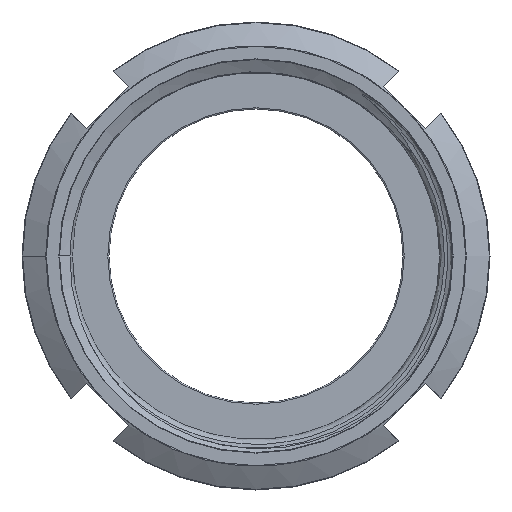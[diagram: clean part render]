
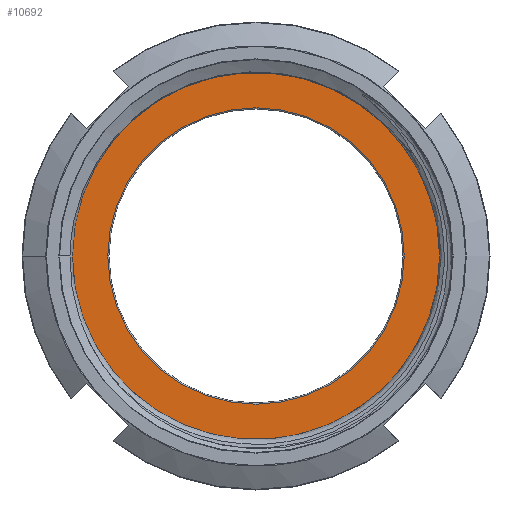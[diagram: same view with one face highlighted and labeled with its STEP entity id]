
A CAD part, left-side view. The second image highlights one B-rep face of the part: STEP entity #10692.
In plain terms, the highlighted planar face has unit normal (-1, 0, 0).
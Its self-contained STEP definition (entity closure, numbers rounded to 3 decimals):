
#169 = AXIS2_PLACEMENT_3D ( 'NONE', #12832, #17163, #4693 ) ;
#280 = PLANE ( 'NONE',  #6494 ) ;
#878 = VERTEX_POINT ( 'NONE', #6748 ) ;
#1332 = CARTESIAN_POINT ( 'NONE',  ( -3., -32.732, 0. ) ) ;
#1661 = EDGE_CURVE ( 'NONE', #15725, #7331, #12117, .T. ) ;
#2261 = DIRECTION ( 'NONE',  ( 0., -1., 0. ) ) ;
#2276 = CIRCLE ( 'NONE', #6454, 32.732 ) ;
#2925 = EDGE_LOOP ( 'NONE', ( #11186, #7053 ) ) ;
#3168 = DIRECTION ( 'NONE',  ( 0., -1., 0. ) ) ;
#4342 = CARTESIAN_POINT ( 'NONE',  ( -3., 0., 0. ) ) ;
#4399 = DIRECTION ( 'NONE',  ( -1., 0., 0. ) ) ;
#4609 = CARTESIAN_POINT ( 'NONE',  ( -3., 0., 0. ) ) ;
#4693 = DIRECTION ( 'NONE',  ( 0., -1., 0. ) ) ;
#6454 = AXIS2_PLACEMENT_3D ( 'NONE', #8526, #12516, #8576 ) ;
#6463 = EDGE_CURVE ( 'NONE', #878, #10553, #2276, .T. ) ;
#6494 = AXIS2_PLACEMENT_3D ( 'NONE', #10065, #7526, #2261 ) ;
#6748 = CARTESIAN_POINT ( 'NONE',  ( -3., 32.732, 0. ) ) ;
#7053 = ORIENTED_EDGE ( 'NONE', *, *, #6463, .T. ) ;
#7287 = EDGE_LOOP ( 'NONE', ( #12224, #14998 ) ) ;
#7331 = VERTEX_POINT ( 'NONE', #8795 ) ;
#7526 = DIRECTION ( 'NONE',  ( -1., 0., 0. ) ) ;
#8526 = CARTESIAN_POINT ( 'NONE',  ( -3., 0., 0. ) ) ;
#8576 = DIRECTION ( 'NONE',  ( 0., -1., 0. ) ) ;
#8795 = CARTESIAN_POINT ( 'NONE',  ( -3., 24.7, 0. ) ) ;
#9521 = CIRCLE ( 'NONE', #16969, 32.732 ) ;
#9797 = EDGE_CURVE ( 'NONE', #10553, #878, #9521, .T. ) ;
#9857 = DIRECTION ( 'NONE',  ( 1., 0., 0. ) ) ;
#10058 = AXIS2_PLACEMENT_3D ( 'NONE', #4609, #9857, #12574 ) ;
#10065 = CARTESIAN_POINT ( 'NONE',  ( -3., 32.932, 0. ) ) ;
#10098 = CIRCLE ( 'NONE', #10058, 24.7 ) ;
#10553 = VERTEX_POINT ( 'NONE', #1332 ) ;
#10692 = ADVANCED_FACE ( 'NONE', ( #11184, #16570 ), #280, .T. ) ;
#11135 = EDGE_CURVE ( 'NONE', #7331, #15725, #10098, .T. ) ;
#11184 = FACE_BOUND ( 'NONE', #7287, .T. ) ;
#11186 = ORIENTED_EDGE ( 'NONE', *, *, #9797, .T. ) ;
#12117 = CIRCLE ( 'NONE', #169, 24.7 ) ;
#12224 = ORIENTED_EDGE ( 'NONE', *, *, #1661, .T. ) ;
#12420 = CARTESIAN_POINT ( 'NONE',  ( -3., -24.7, 0. ) ) ;
#12516 = DIRECTION ( 'NONE',  ( -1., 0., 0. ) ) ;
#12574 = DIRECTION ( 'NONE',  ( 0., -1., 0. ) ) ;
#12832 = CARTESIAN_POINT ( 'NONE',  ( -3., 0., 0. ) ) ;
#14998 = ORIENTED_EDGE ( 'NONE', *, *, #11135, .T. ) ;
#15725 = VERTEX_POINT ( 'NONE', #12420 ) ;
#16570 = FACE_OUTER_BOUND ( 'NONE', #2925, .T. ) ;
#16969 = AXIS2_PLACEMENT_3D ( 'NONE', #4342, #4399, #3168 ) ;
#17163 = DIRECTION ( 'NONE',  ( 1., 0., 0. ) ) ;
